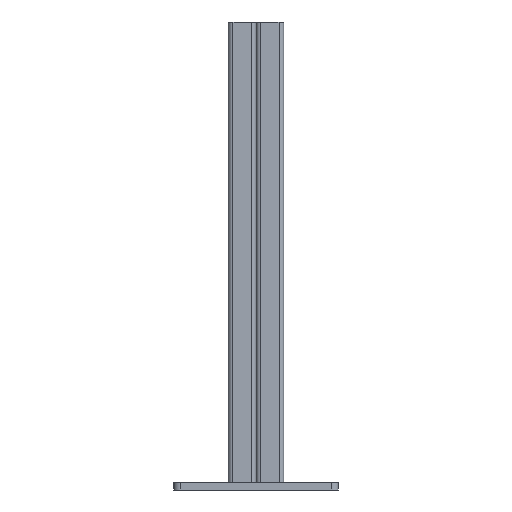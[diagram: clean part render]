
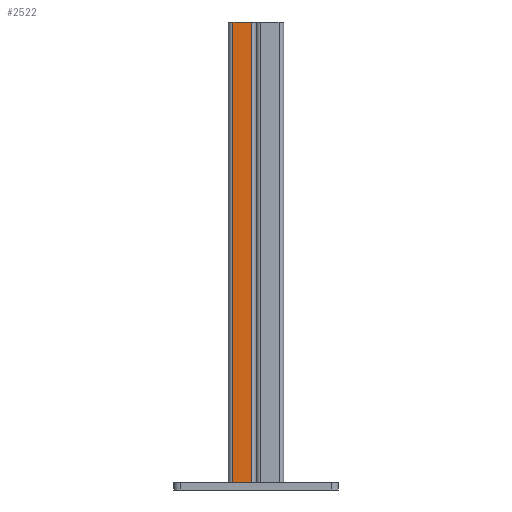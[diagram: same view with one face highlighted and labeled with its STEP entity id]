
A CAD part, left-side view. The second image highlights one B-rep face of the part: STEP entity #2522.
In plain terms, the highlighted planar face has unit normal (-1, 0, 0).
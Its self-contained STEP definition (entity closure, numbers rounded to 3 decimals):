
#194 = CARTESIAN_POINT ( 'NONE',  ( -20.5, 17.5, 350. ) ) ;
#259 = CARTESIAN_POINT ( 'NONE',  ( -20.5, 3.5, 350. ) ) ;
#278 = CARTESIAN_POINT ( 'NONE',  ( -20.5, 17.5, 0. ) ) ;
#295 = CARTESIAN_POINT ( 'NONE',  ( -20.5, 3.5, 0. ) ) ;
#435 = EDGE_CURVE ( 'NONE', #1412, #1405, #2275, .T. ) ;
#436 = EDGE_CURVE ( 'NONE', #1405, #1421, #2278, .T. ) ;
#437 = EDGE_CURVE ( 'NONE', #1434, #1421, #2280, .T. ) ;
#439 = EDGE_CURVE ( 'NONE', #1412, #1434, #2284, .T. ) ;
#688 = DIRECTION ( 'NONE',  ( 0., 1., 0. ) ) ;
#691 = DIRECTION ( 'NONE',  ( 1., 0., 0. ) ) ;
#694 = PLANE ( 'NONE',  #2857 ) ;
#697 = CARTESIAN_POINT ( 'NONE',  ( -20.5, 0., 350. ) ) ;
#1405 = VERTEX_POINT ( 'NONE', #259 ) ;
#1412 = VERTEX_POINT ( 'NONE', #194 ) ;
#1421 = VERTEX_POINT ( 'NONE', #295 ) ;
#1434 = VERTEX_POINT ( 'NONE', #278 ) ;
#1726 = ORIENTED_EDGE ( 'NONE', *, *, #436, .F. ) ;
#1746 = ORIENTED_EDGE ( 'NONE', *, *, #435, .F. ) ;
#1766 = ORIENTED_EDGE ( 'NONE', *, *, #439, .T. ) ;
#1786 = ORIENTED_EDGE ( 'NONE', *, *, #437, .T. ) ;
#2166 = EDGE_LOOP ( 'NONE', ( #1786, #1726, #1746, #1766 ) ) ;
#2275 = LINE ( 'NONE', #3426, #2279 ) ;
#2278 = LINE ( 'NONE', #3462, #2281 ) ;
#2279 = VECTOR ( 'NONE', #3376, 1000. ) ;
#2280 = LINE ( 'NONE', #3466, #2283 ) ;
#2281 = VECTOR ( 'NONE', #3461, 1000. ) ;
#2283 = VECTOR ( 'NONE', #3464, 1000. ) ;
#2284 = LINE ( 'NONE', #3465, #2286 ) ;
#2286 = VECTOR ( 'NONE', #3419, 1000. ) ;
#2424 = FACE_OUTER_BOUND ( 'NONE', #2166, .T. ) ;
#2522 = ADVANCED_FACE ( 'NONE', ( #2424 ), #694, .F. ) ;
#2857 = AXIS2_PLACEMENT_3D ( 'NONE', #697, #691, #688 ) ;
#3376 = DIRECTION ( 'NONE',  ( 0., -1., 0. ) ) ;
#3419 = DIRECTION ( 'NONE',  ( 0., 0., -1. ) ) ;
#3426 = CARTESIAN_POINT ( 'NONE',  ( -20.5, 0., 350. ) ) ;
#3461 = DIRECTION ( 'NONE',  ( 0., 0., -1. ) ) ;
#3462 = CARTESIAN_POINT ( 'NONE',  ( -20.5, 3.5, 350. ) ) ;
#3464 = DIRECTION ( 'NONE',  ( 0., -1., 0. ) ) ;
#3465 = CARTESIAN_POINT ( 'NONE',  ( -20.5, 17.5, 350. ) ) ;
#3466 = CARTESIAN_POINT ( 'NONE',  ( -20.5, 0., 0. ) ) ;
